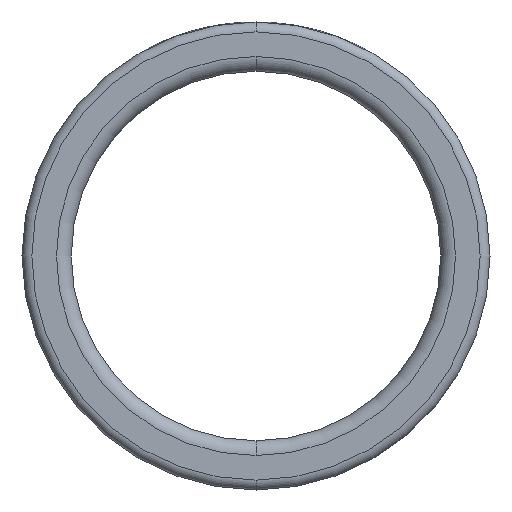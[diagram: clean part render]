
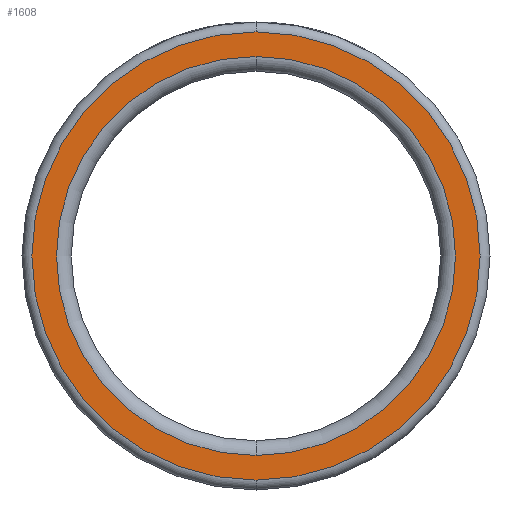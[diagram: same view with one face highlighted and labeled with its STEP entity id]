
A CAD part, front view. The second image highlights one B-rep face of the part: STEP entity #1608.
In plain terms, the highlighted planar face has unit normal (0, -1, 0).
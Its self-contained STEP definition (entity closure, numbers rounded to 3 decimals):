
#58 = DIRECTION ( 'NONE',  ( 0., -1., 0. ) ) ;
#144 = EDGE_CURVE ( 'NONE', #2603, #652, #886, .T. ) ;
#151 = CIRCLE ( 'NONE', #602, 45.5 ) ;
#199 = CARTESIAN_POINT ( 'NONE',  ( 0., -107.5, 0. ) ) ;
#207 = AXIS2_PLACEMENT_3D ( 'NONE', #1092, #1983, #2198 ) ;
#266 = DIRECTION ( 'NONE',  ( 0., 0., -1. ) ) ;
#394 = DIRECTION ( 'NONE',  ( 0., 0., -1. ) ) ;
#425 = FACE_OUTER_BOUND ( 'NONE', #1643, .T. ) ;
#602 = AXIS2_PLACEMENT_3D ( 'NONE', #1473, #2065, #2715 ) ;
#615 = EDGE_CURVE ( 'NONE', #1091, #2609, #151, .T. ) ;
#652 = VERTEX_POINT ( 'NONE', #1272 ) ;
#658 = DIRECTION ( 'NONE',  ( 0., 0., -1. ) ) ;
#748 = EDGE_LOOP ( 'NONE', ( #2435, #2769 ) ) ;
#886 = CIRCLE ( 'NONE', #969, 40.5 ) ;
#969 = AXIS2_PLACEMENT_3D ( 'NONE', #1103, #1558, #266 ) ;
#1059 = ORIENTED_EDGE ( 'NONE', *, *, #1458, .T. ) ;
#1091 = VERTEX_POINT ( 'NONE', #1300 ) ;
#1092 = CARTESIAN_POINT ( 'NONE',  ( 0., -107.5, 0. ) ) ;
#1103 = CARTESIAN_POINT ( 'NONE',  ( 0., -107.5, 0. ) ) ;
#1159 = CIRCLE ( 'NONE', #2186, 45.5 ) ;
#1168 = CARTESIAN_POINT ( 'NONE',  ( 0., -107.5, -45.5 ) ) ;
#1272 = CARTESIAN_POINT ( 'NONE',  ( 0., -107.5, 40.5 ) ) ;
#1300 = CARTESIAN_POINT ( 'NONE',  ( 0., -107.5, 45.5 ) ) ;
#1305 = EDGE_CURVE ( 'NONE', #652, #2603, #2194, .T. ) ;
#1342 = CARTESIAN_POINT ( 'NONE',  ( 40.5, -107.5, 0. ) ) ;
#1458 = EDGE_CURVE ( 'NONE', #2609, #1091, #1159, .T. ) ;
#1473 = CARTESIAN_POINT ( 'NONE',  ( 0., -107.5, 0. ) ) ;
#1558 = DIRECTION ( 'NONE',  ( 0., -1., 0. ) ) ;
#1608 = ADVANCED_FACE ( 'NONE', ( #425, #2501 ), #2624, .T. ) ;
#1643 = EDGE_LOOP ( 'NONE', ( #1059, #2367 ) ) ;
#1723 = CARTESIAN_POINT ( 'NONE',  ( 0., -107.5, -40.5 ) ) ;
#1983 = DIRECTION ( 'NONE',  ( 0., -1., 0. ) ) ;
#2065 = DIRECTION ( 'NONE',  ( 0., -1., 0. ) ) ;
#2089 = DIRECTION ( 'NONE',  ( 0., -1., 0. ) ) ;
#2186 = AXIS2_PLACEMENT_3D ( 'NONE', #199, #2089, #394 ) ;
#2194 = CIRCLE ( 'NONE', #207, 40.5 ) ;
#2198 = DIRECTION ( 'NONE',  ( 0., 0., -1. ) ) ;
#2367 = ORIENTED_EDGE ( 'NONE', *, *, #615, .T. ) ;
#2435 = ORIENTED_EDGE ( 'NONE', *, *, #144, .F. ) ;
#2478 = AXIS2_PLACEMENT_3D ( 'NONE', #1342, #58, #658 ) ;
#2501 = FACE_BOUND ( 'NONE', #748, .T. ) ;
#2603 = VERTEX_POINT ( 'NONE', #1723 ) ;
#2609 = VERTEX_POINT ( 'NONE', #1168 ) ;
#2624 = PLANE ( 'NONE',  #2478 ) ;
#2715 = DIRECTION ( 'NONE',  ( 0., 0., -1. ) ) ;
#2769 = ORIENTED_EDGE ( 'NONE', *, *, #1305, .F. ) ;
